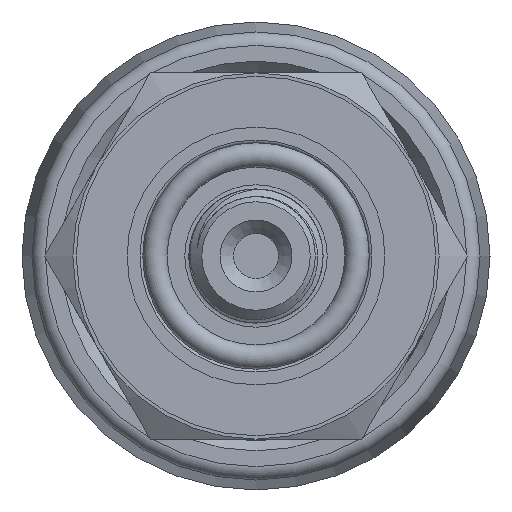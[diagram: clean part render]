
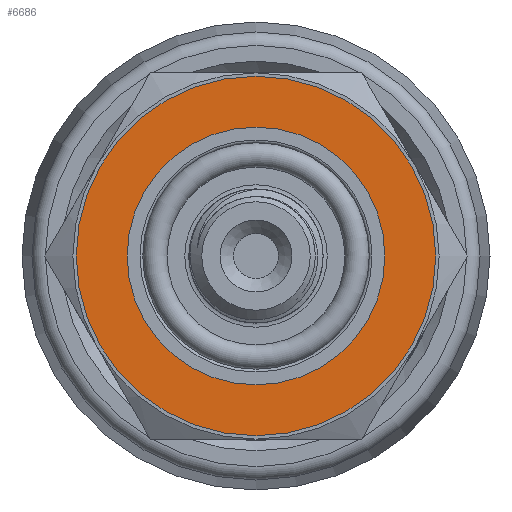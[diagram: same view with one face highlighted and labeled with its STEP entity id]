
A CAD part, left-side view. The second image highlights one B-rep face of the part: STEP entity #6686.
In plain terms, the highlighted planar face has unit normal (-1, 0, 0).
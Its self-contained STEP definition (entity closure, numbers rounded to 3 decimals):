
#116=PLANE('',#7011);
#390=FACE_BOUND('',#1155,.T.);
#764=FACE_OUTER_BOUND('',#1154,.T.);
#1154=EDGE_LOOP('',(#6062));
#1155=EDGE_LOOP('',(#6063));
#1325=CIRCLE('',#6995,13.25);
#1334=CIRCLE('',#7010,9.5);
#3170=VERTEX_POINT('',#25765);
#3180=VERTEX_POINT('',#27260);
#4138=EDGE_CURVE('',#3170,#3170,#1325,.T.);
#4158=EDGE_CURVE('',#3180,#3180,#1334,.T.);
#6062=ORIENTED_EDGE('',*,*,#4138,.T.);
#6063=ORIENTED_EDGE('',*,*,#4158,.T.);
#6686=ADVANCED_FACE('',(#764,#390),#116,.T.);
#6995=AXIS2_PLACEMENT_3D('',#25766,#7890,#7891);
#7010=AXIS2_PLACEMENT_3D('',#27261,#7923,#7924);
#7011=AXIS2_PLACEMENT_3D('',#27263,#7926,#7927);
#7890=DIRECTION('center_axis',(-1.,0.,0.));
#7891=DIRECTION('ref_axis',(0.,1.,0.));
#7923=DIRECTION('center_axis',(1.,0.,0.));
#7924=DIRECTION('ref_axis',(0.,0.,-1.));
#7926=DIRECTION('center_axis',(-1.,0.,0.));
#7927=DIRECTION('ref_axis',(0.,0.,1.));
#25765=CARTESIAN_POINT('',(-48.,-13.25,0.));
#25766=CARTESIAN_POINT('Origin',(-48.,0.,0.));
#27260=CARTESIAN_POINT('',(-48.,-9.5,0.));
#27261=CARTESIAN_POINT('Origin',(-48.,0.,0.));
#27263=CARTESIAN_POINT('Origin',(-48.,13.5,0.));
